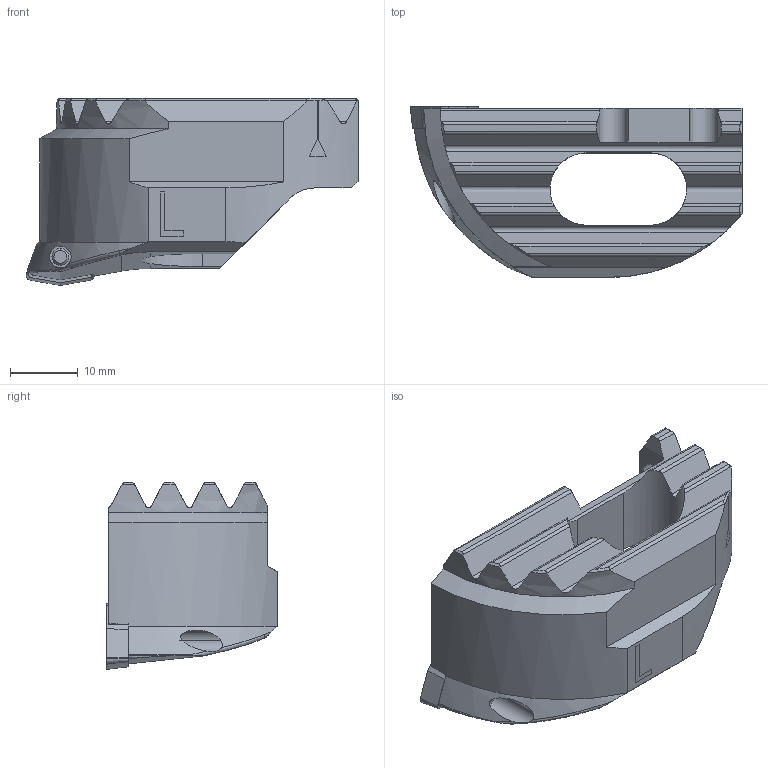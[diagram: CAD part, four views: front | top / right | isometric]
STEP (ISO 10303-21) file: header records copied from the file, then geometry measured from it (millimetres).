
FILE_DESCRIPTION(('no description'),'unknown implementation level');
FILE_NAME('5DC1702A-3E81-4449-B085-EC622342D4F3_export.stp',' ',('CIMSOURCE GmbH'),('CADClick - KiM GmbH - www.kimweb.de'),'unknown preprocess','ACIS','unknown authorization');
FILE_SCHEMA(('automotive_design'));
Length unit declared in the file: millimetre
Products named in the file (3): 639.252 Kaiser 59-76 SW53 WC05 L|694.131 Kaiser ETL M3 X 8,2 T9 IP 10S;Kreismuster1; 639.252 Kaiser 59-76 SW53 WC05 L|655.641 Kaiser WCMT 050308 K20C;Kombinieren1; 639.252 Kaiser 59-76 SW53 WC05 L|639.252 Kaiser 59-76 SW53 WC05 L;Marke
Bounding box: 49 x 25.18 x 27.6 mm (x, y, z)
Volume: 12764 mm3; surface area: 5971.3 mm2
Topology: 3 solids, 3 shells, 191 faces, 526 edges, 341 vertices
Faces by surface type: plane 86, cylinder 65, cone 25, torus 8, sphere 5, bspline 2
Entity records: 14171 total; most frequent: CARTESIAN_POINT 3322, STYLED_ITEM 1059, PRESENTATION_STYLE_ASSIGNMENT 1059, COLOUR_RGB 1059, DIRECTION 1053, ORIENTED_EDGE 1048, EDGE_CURVE 524, CURVE_STYLE 524
